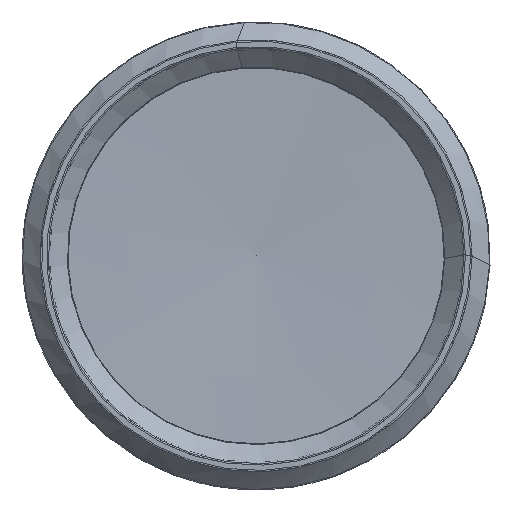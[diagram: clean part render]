
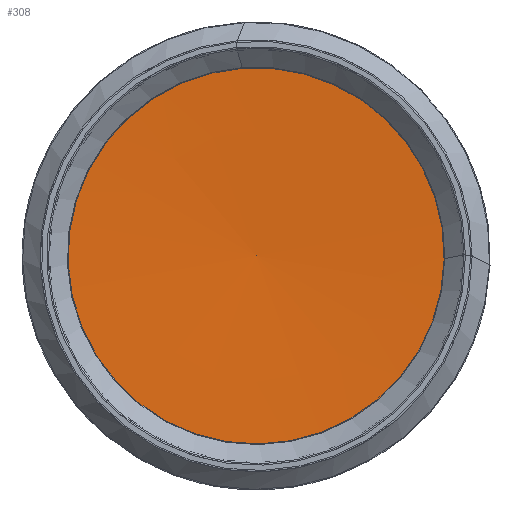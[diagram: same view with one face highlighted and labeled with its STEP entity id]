
A CAD part, left-side view. The second image highlights one B-rep face of the part: STEP entity #308.
In plain terms, the highlighted conical face has half-angle 88 degrees and reference radius 52.325 mm.
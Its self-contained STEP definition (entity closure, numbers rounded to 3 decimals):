
#64=VERTEX_LOOP('',#707);
#67=CONICAL_SURFACE('',#899,52.326,88.);
#97=FACE_BOUND('',#433,.T.);
#98=FACE_BOUND('',#64,.T.);
#308=ADVANCED_FACE('',(#97,#98),#67,.F.);
#433=EDGE_LOOP('',(#647));
#492=CIRCLE('',#898,70.166);
#647=ORIENTED_EDGE('',*,*,#789,.T.);
#706=VERTEX_POINT('',#1751);
#707=VERTEX_POINT('',#1752);
#789=EDGE_CURVE('',#706,#706,#492,.T.);
#898=AXIS2_PLACEMENT_3D('',#1750,#1065,#1066);
#899=AXIS2_PLACEMENT_3D('',#1753,#1067,#1068);
#1065=DIRECTION('',(-1.,0.,0.));
#1066=DIRECTION('',(0.,0.,1.));
#1067=DIRECTION('',(-1.,0.,0.));
#1068=DIRECTION('',(0.,0.,1.));
#1750=CARTESIAN_POINT('',(7.,0.,0.));
#1751=CARTESIAN_POINT('',(7.,0.,70.166));
#1752=CARTESIAN_POINT('',(9.45,0.,0.));
#1753=CARTESIAN_POINT('',(7.623,0.,0.));
